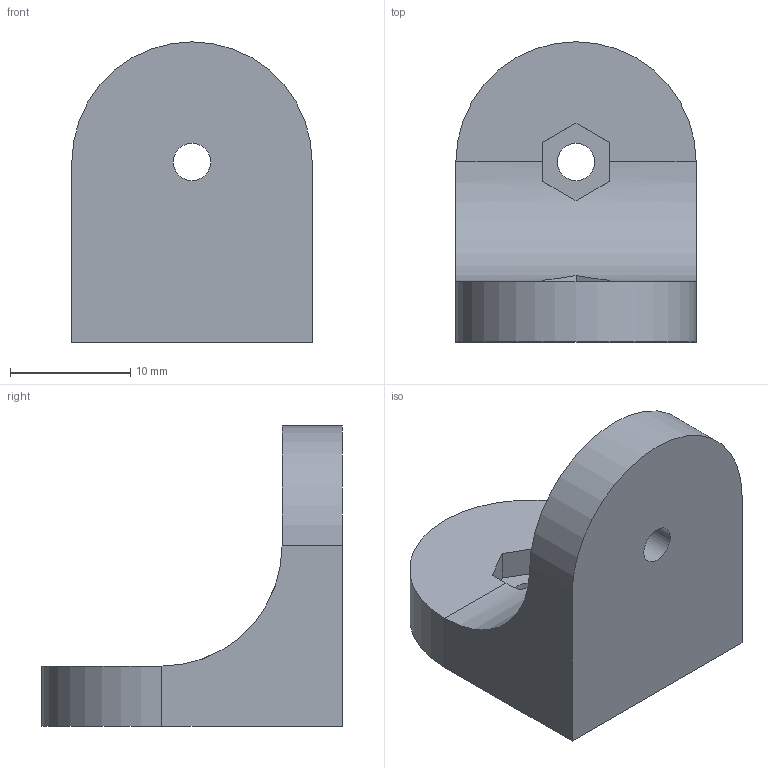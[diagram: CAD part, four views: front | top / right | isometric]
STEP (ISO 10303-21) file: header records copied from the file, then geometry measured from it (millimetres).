
FILE_DESCRIPTION((''),'2;1');
FILE_NAME('edge tab.ipt.step','2013-10-18T14:31:32',(''),(''),'Autodesk Inventor 2013','Autodesk Inventor 2013','');
FILE_SCHEMA(('AUTOMOTIVE_DESIGN { 1 0 10303 214 1 1 1 1 }'));
Length unit declared in the file: millimetre
Products named in the file (1): edge tab
Bounding box: 20 x 25 x 25 mm (x, y, z)
Volume: 4323.5 mm3; surface area: 2269 mm2
Topology: 1 solids, 1 shells, 25 faces, 65 edges, 42 vertices
Faces by surface type: plane 20, cylinder 5
Full cylindrical faces by diameter (mm): 3.1 x2
Entity records: 789 total; most frequent: DIRECTION 133, CARTESIAN_POINT 131, ORIENTED_EDGE 126, EDGE_CURVE 63, VECTOR 45, LINE 45, AXIS2_PLACEMENT_3D 44, VERTEX_POINT 42
